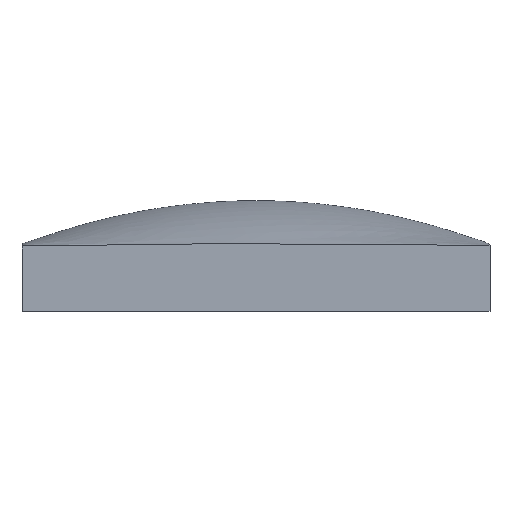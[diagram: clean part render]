
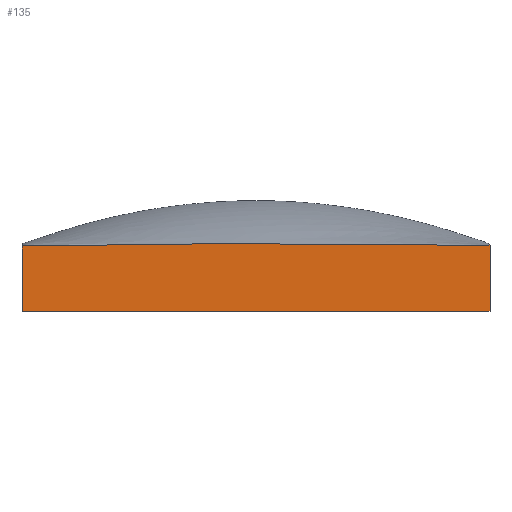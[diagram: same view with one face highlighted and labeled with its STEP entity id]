
A CAD part, left-side view. The second image highlights one B-rep face of the part: STEP entity #135.
In plain terms, the highlighted planar face has unit normal (-1, 0, 0).
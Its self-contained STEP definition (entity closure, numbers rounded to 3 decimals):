
#18 = ORIENTED_EDGE ( 'NONE', *, *, #2113, .F. ) ;
#98 = CARTESIAN_POINT ( 'NONE',  ( 0., 60.522, 0.004 ) ) ;
#111 = CARTESIAN_POINT ( 'NONE',  ( 0., 68.543, -0.104 ) ) ;
#124 = EDGE_LOOP ( 'NONE', ( #18, #3470, #1011, #2223 ) ) ;
#126 = CARTESIAN_POINT ( 'NONE',  ( 0., 55.418, 0.025 ) ) ;
#135 = ADVANCED_FACE ( 'NONE', ( #3739 ), #1867, .F. ) ;
#139 = CARTESIAN_POINT ( 'NONE',  ( 0., 29.167, 0.083 ) ) ;
#154 = CARTESIAN_POINT ( 'NONE',  ( 0., 0., -0.127 ) ) ;
#207 = CARTESIAN_POINT ( 'NONE',  ( 0., 70., -10. ) ) ;
#449 = CARTESIAN_POINT ( 'NONE',  ( 0., 32.084, 0.092 ) ) ;
#463 = CARTESIAN_POINT ( 'NONE',  ( 0., 7.291, 0.038 ) ) ;
#540 = VERTEX_POINT ( 'NONE', #2202 ) ;
#554 = DIRECTION ( 'NONE',  ( 1., 0., 0. ) ) ;
#678 = DIRECTION ( 'NONE',  ( 0., 0., -1. ) ) ;
#757 = CARTESIAN_POINT ( 'NONE',  ( 0., 70., 6.568 ) ) ;
#785 = CARTESIAN_POINT ( 'NONE',  ( 0., 49.585, 0.096 ) ) ;
#811 = EDGE_CURVE ( 'NONE', #4247, #4043, #905, .T. ) ;
#815 = CARTESIAN_POINT ( 'NONE',  ( 0., 23.333, 0.069 ) ) ;
#828 = CARTESIAN_POINT ( 'NONE',  ( 0., 0., -10. ) ) ;
#905 = LINE ( 'NONE', #2215, #3366 ) ;
#1011 = ORIENTED_EDGE ( 'NONE', *, *, #811, .T. ) ;
#1096 = CARTESIAN_POINT ( 'NONE',  ( 0., 20.417, 0.062 ) ) ;
#1109 = CARTESIAN_POINT ( 'NONE',  ( 0., 37.917, 0.129 ) ) ;
#1132 = CARTESIAN_POINT ( 'NONE',  ( 0., 70., -0.223 ) ) ;
#1391 = CARTESIAN_POINT ( 'NONE',  ( 0., 0., 6.568 ) ) ;
#1403 = EDGE_CURVE ( 'NONE', #2332, #4043, #2126, .T. ) ;
#1442 = VECTOR ( 'NONE', #1464, 1000. ) ;
#1451 = CARTESIAN_POINT ( 'NONE',  ( 0., 33.542, 0.102 ) ) ;
#1464 = DIRECTION ( 'NONE',  ( 0., 0., -1. ) ) ;
#1492 = LINE ( 'NONE', #757, #1442 ) ;
#1588 = VECTOR ( 'NONE', #678, 1000. ) ;
#1775 = CARTESIAN_POINT ( 'NONE',  ( 0., 16.041, 0.075 ) ) ;
#1790 = CARTESIAN_POINT ( 'NONE',  ( 0., 24.792, 0.076 ) ) ;
#1816 = CARTESIAN_POINT ( 'NONE',  ( 0., 62.71, 0.015 ) ) ;
#1830 = CARTESIAN_POINT ( 'NONE',  ( 0., 1.458, -0.026 ) ) ;
#1852 = DIRECTION ( 'NONE',  ( 0., 0., -1. ) ) ;
#1867 = PLANE ( 'NONE',  #3817 ) ;
#2113 = EDGE_CURVE ( 'NONE', #540, #2332, #3996, .T. ) ;
#2126 = LINE ( 'NONE', #1391, #1588 ) ;
#2139 = CARTESIAN_POINT ( 'NONE',  ( 0., 58.335, 0. ) ) ;
#2153 = CARTESIAN_POINT ( 'NONE',  ( 0., 36.459, 0.122 ) ) ;
#2164 = CARTESIAN_POINT ( 'NONE',  ( 0., 40.834, 0.128 ) ) ;
#2202 = CARTESIAN_POINT ( 'NONE',  ( 0., 70., -0.223 ) ) ;
#2215 = CARTESIAN_POINT ( 'NONE',  ( 0., 0., -10. ) ) ;
#2223 = ORIENTED_EDGE ( 'NONE', *, *, #1403, .F. ) ;
#2332 = VERTEX_POINT ( 'NONE', #4102 ) ;
#2467 = CARTESIAN_POINT ( 'NONE',  ( 0., 8.02, 0.046 ) ) ;
#2481 = CARTESIAN_POINT ( 'NONE',  ( 0., 53.96, 0.047 ) ) ;
#2512 = CARTESIAN_POINT ( 'NONE',  ( 0., 18.958, 0.063 ) ) ;
#2548 = DIRECTION ( 'NONE',  ( 0., -1., 0. ) ) ;
#2560 = EDGE_CURVE ( 'NONE', #540, #4247, #1492, .T. ) ;
#2768 = CARTESIAN_POINT ( 'NONE',  ( 0., 2.916, -0.003 ) ) ;
#2812 = CARTESIAN_POINT ( 'NONE',  ( 0., 5.104, 0.018 ) ) ;
#2825 = CARTESIAN_POINT ( 'NONE',  ( 0., 67.085, -0.04 ) ) ;
#3105 = CARTESIAN_POINT ( 'NONE',  ( 0., 57.605, 0.005 ) ) ;
#3119 = CARTESIAN_POINT ( 'NONE',  ( 0., 42.292, 0.12 ) ) ;
#3157 = CARTESIAN_POINT ( 'NONE',  ( 0., 14.583, 0.083 ) ) ;
#3366 = VECTOR ( 'NONE', #2548, 1000. ) ;
#3443 = CARTESIAN_POINT ( 'NONE',  ( 0., 27.709, 0.082 ) ) ;
#3458 = CARTESIAN_POINT ( 'NONE',  ( 0., 10.208, 0.068 ) ) ;
#3470 = ORIENTED_EDGE ( 'NONE', *, *, #2560, .T. ) ;
#3486 = CARTESIAN_POINT ( 'NONE',  ( 0., 59.793, 0. ) ) ;
#3739 = FACE_OUTER_BOUND ( 'NONE', #124, .T. ) ;
#3817 = AXIS2_PLACEMENT_3D ( 'NONE', #4209, #554, #1852 ) ;
#3829 = CARTESIAN_POINT ( 'NONE',  ( 0., 5.833, 0.023 ) ) ;
#3996 = B_SPLINE_CURVE_WITH_KNOTS ( 'NONE', 3,
 ( #1132, #111, #2825, #4132, #1816, #98, #3486, #2139, #3105, #126, #2481, #785, #4144, #3119, #2164, #1109, #2153, #1451, #449, #139, #3443, #1790, #815, #1096, #2512, #1775, #3157, #4116, #3458, #2467, #463, #3829, #2812, #2768, #1830, #154 ),
 .UNSPECIFIED., .F., .F.,
 ( 4, 2, 2, 2, 2, 2, 2, 2, 2, 2, 2, 2, 2, 2, 2, 2, 2, 4 ),
 ( 0., 0.004, 0.009, 0.011, 0.013, 0.018, 0.026, 0.031, 0.035, 0.039, 0.044, 0.048, 0.053, 0.057, 0.061, 0.063, 0.066, 0.07 ),
 .UNSPECIFIED. ) ;
#4043 = VERTEX_POINT ( 'NONE', #828 ) ;
#4102 = CARTESIAN_POINT ( 'NONE',  ( 0., 0., -0.127 ) ) ;
#4116 = CARTESIAN_POINT ( 'NONE',  ( 0., 11.666, 0.081 ) ) ;
#4132 = CARTESIAN_POINT ( 'NONE',  ( 0., 64.169, 0.02 ) ) ;
#4144 = CARTESIAN_POINT ( 'NONE',  ( 0., 46.668, 0.1 ) ) ;
#4209 = CARTESIAN_POINT ( 'NONE',  ( 0., 0., 6.568 ) ) ;
#4247 = VERTEX_POINT ( 'NONE', #207 ) ;
